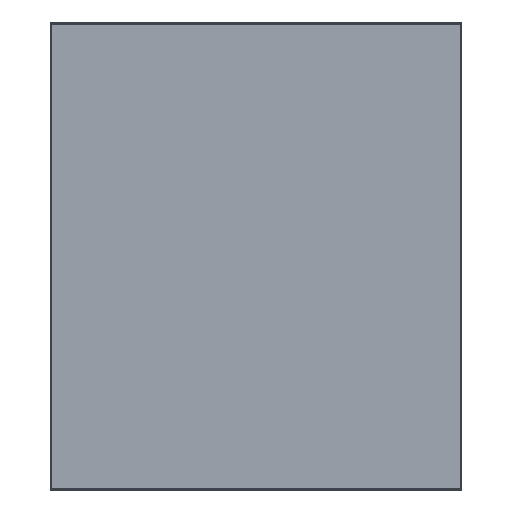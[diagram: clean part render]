
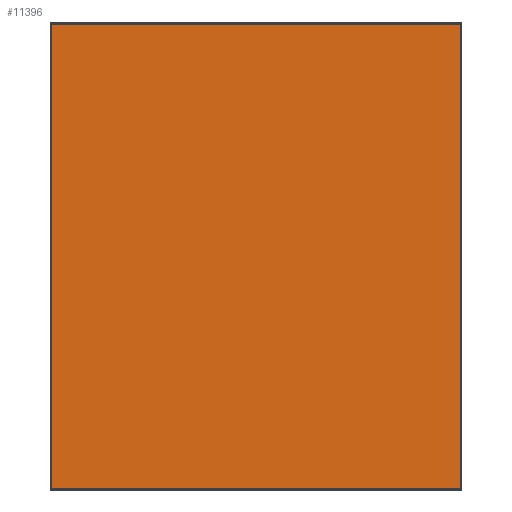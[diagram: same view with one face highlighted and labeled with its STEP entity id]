
A CAD part, left-side view. The second image highlights one B-rep face of the part: STEP entity #11396.
In plain terms, the highlighted planar face has unit normal (-1, 0, 0).
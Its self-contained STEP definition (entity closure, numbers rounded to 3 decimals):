
#76 = VERTEX_POINT ( 'NONE', #4257 ) ;
#765 = EDGE_CURVE ( 'NONE', #76, #9651, #10341, .T. ) ;
#805 = ORIENTED_EDGE ( 'NONE', *, *, #12534, .T. ) ;
#1005 = DIRECTION ( 'NONE',  ( 0., 0., 1. ) ) ;
#1037 = VECTOR ( 'NONE', #8387, 1000. ) ;
#1508 = EDGE_CURVE ( 'NONE', #10644, #76, #11870, .T. ) ;
#2695 = DIRECTION ( 'NONE',  ( 0., 0., 1. ) ) ;
#3118 = EDGE_LOOP ( 'NONE', ( #10433, #12818, #805, #6879 ) ) ;
#3499 = VECTOR ( 'NONE', #2695, 1000. ) ;
#3686 = EDGE_CURVE ( 'NONE', #5278, #10644, #7741, .T. ) ;
#3998 = CARTESIAN_POINT ( 'NONE',  ( -297.5, 399., -228.5 ) ) ;
#4220 = CARTESIAN_POINT ( 'NONE',  ( -297.5, 400., -227.5 ) ) ;
#4257 = CARTESIAN_POINT ( 'NONE',  ( -297.5, 399., -227.5 ) ) ;
#4703 = AXIS2_PLACEMENT_3D ( 'NONE', #9842, #10028, #1005 ) ;
#4908 = DIRECTION ( 'NONE',  ( 0., 0., -1. ) ) ;
#5278 = VERTEX_POINT ( 'NONE', #6573 ) ;
#5784 = CARTESIAN_POINT ( 'NONE',  ( -297.5, 400., 224.086 ) ) ;
#5795 = PLANE ( 'NONE',  #4703 ) ;
#6053 = FACE_OUTER_BOUND ( 'NONE', #3118, .T. ) ;
#6573 = CARTESIAN_POINT ( 'NONE',  ( -297.5, 1., 224.086 ) ) ;
#6855 = VECTOR ( 'NONE', #4908, 1000. ) ;
#6879 = ORIENTED_EDGE ( 'NONE', *, *, #3686, .T. ) ;
#7315 = VECTOR ( 'NONE', #12824, 1000. ) ;
#7619 = LINE ( 'NONE', #11600, #3499 ) ;
#7741 = LINE ( 'NONE', #5784, #7315 ) ;
#8387 = DIRECTION ( 'NONE',  ( 0., -1., 0. ) ) ;
#8680 = CARTESIAN_POINT ( 'NONE',  ( -297.5, 1., -227.5 ) ) ;
#9651 = VERTEX_POINT ( 'NONE', #8680 ) ;
#9842 = CARTESIAN_POINT ( 'NONE',  ( -297.5, 400., -228.5 ) ) ;
#10028 = DIRECTION ( 'NONE',  ( -1., 0., 0. ) ) ;
#10123 = CARTESIAN_POINT ( 'NONE',  ( -297.5, 399., 224.086 ) ) ;
#10341 = LINE ( 'NONE', #4220, #1037 ) ;
#10433 = ORIENTED_EDGE ( 'NONE', *, *, #1508, .T. ) ;
#10644 = VERTEX_POINT ( 'NONE', #10123 ) ;
#11396 = ADVANCED_FACE ( 'NONE', ( #6053 ), #5795, .T. ) ;
#11600 = CARTESIAN_POINT ( 'NONE',  ( -297.5, 1., -228.5 ) ) ;
#11870 = LINE ( 'NONE', #3998, #6855 ) ;
#12534 = EDGE_CURVE ( 'NONE', #9651, #5278, #7619, .T. ) ;
#12818 = ORIENTED_EDGE ( 'NONE', *, *, #765, .T. ) ;
#12824 = DIRECTION ( 'NONE',  ( 0., 1., 0. ) ) ;
